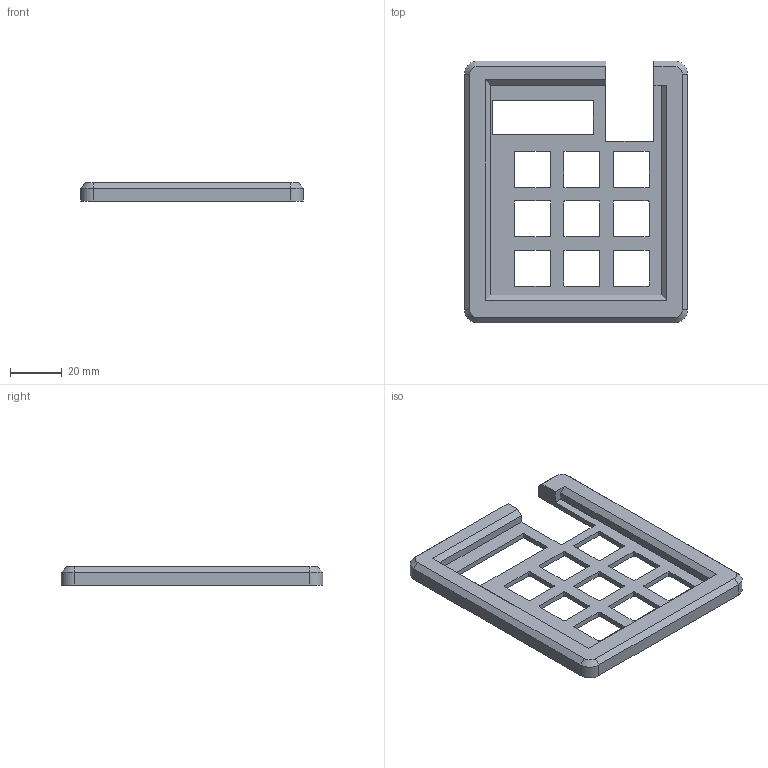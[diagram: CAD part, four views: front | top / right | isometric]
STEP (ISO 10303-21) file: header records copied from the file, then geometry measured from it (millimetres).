
FILE_DESCRIPTION(('FreeCAD Model'),'2;1');
FILE_NAME('Open CASCADE Shape Model','2025-06-18T21:46:55',(''),(''), 'Open CASCADE STEP processor 7.8','FreeCAD','Unknown');
FILE_SCHEMA(('AUTOMOTIVE_DESIGN { 1 0 10303 214 1 1 1 1 }'));
Length unit declared in the file: millimetre
Products named in the file (1): cap
Bounding box: 86 x 101 x 7 mm (x, y, z)
Volume: 25960.7 mm3; surface area: 16387.7 mm2
Topology: 1 solids, 1 shells, 117 faces, 323 edges, 212 vertices
Faces by surface type: plane 69, cylinder 44, cone 4
Full cylindrical faces by diameter (mm): 3.4 x4
Entity records: 3787 total; most frequent: CARTESIAN_POINT 657, DIRECTION 647, ORIENTED_EDGE 646, EDGE_CURVE 323, LINE 227, VECTOR 227, VERTEX_POINT 212, AXIS2_PLACEMENT_3D 210
